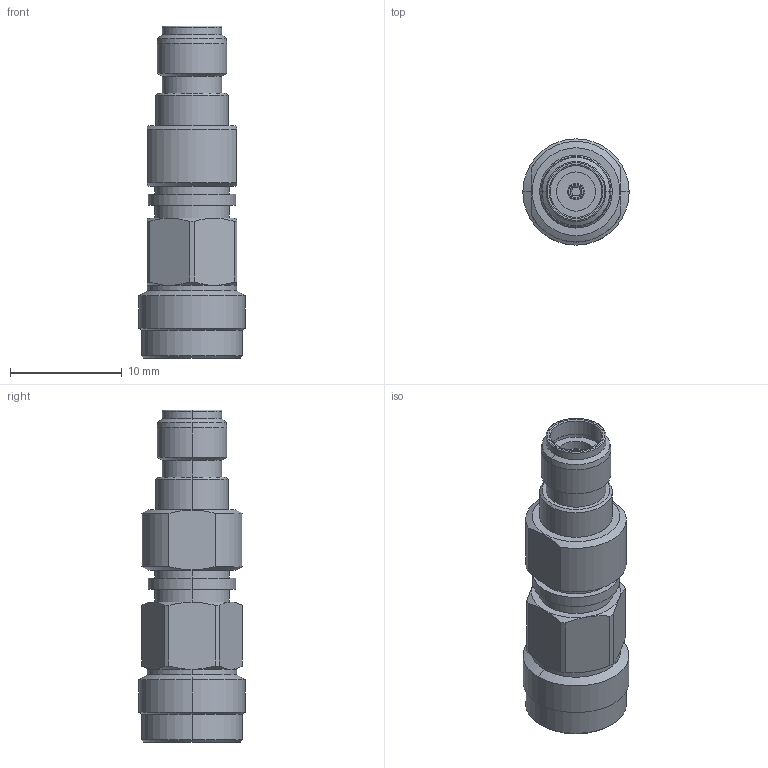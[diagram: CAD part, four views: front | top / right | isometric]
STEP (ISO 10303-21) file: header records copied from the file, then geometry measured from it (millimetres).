
FILE_DESCRIPTION (( 'STEP AP214' ), '1' );
FILE_NAME ('J01483A0002.STEP', '2020-04-01T07:25:18', ( '' ), ( '' ), 'SwSTEP 2.0', 'SolidWorks 2018', '' );
FILE_SCHEMA (( 'AUTOMOTIVE_DESIGN' ));
Length unit declared in the file: millimetre
Products named in the file (1): J01483A0002
Bounding box: 9.5 x 9.5 x 29.68 mm (x, y, z)
Volume: 1225.1 mm3; surface area: 1185 mm2
Topology: 1 solids, 1 shells, 158 faces, 358 edges, 218 vertices
Faces by surface type: cylinder 56, cone 54, plane 34, torus 14
Entity records: 6267 total; most frequent: CARTESIAN_POINT 1005, DIRECTION 772, ORIENTED_EDGE 716, EDGE_CURVE 358, AXIS2_PLACEMENT_3D 325, VERTEX_POINT 218, EDGE_LOOP 174, CIRCLE 166
